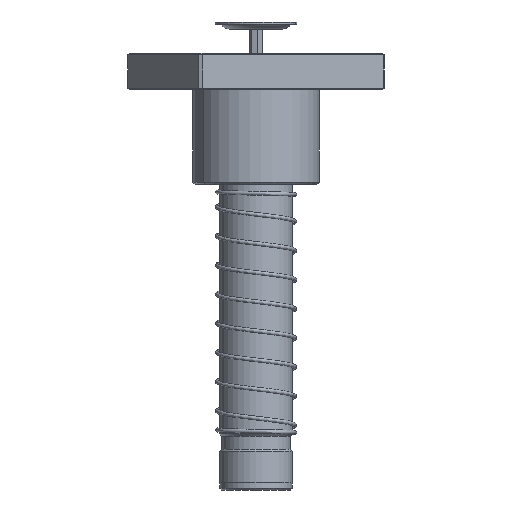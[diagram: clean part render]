
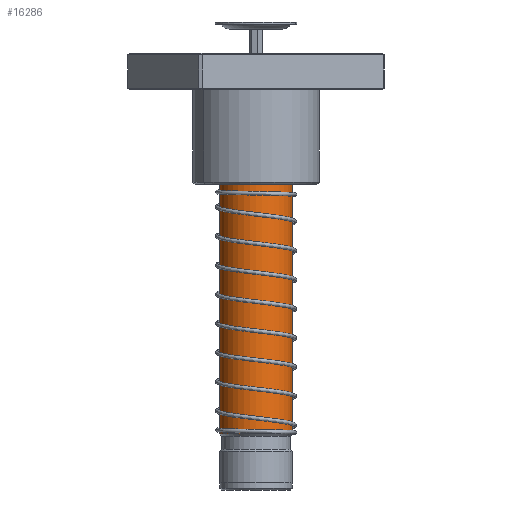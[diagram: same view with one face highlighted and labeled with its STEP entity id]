
A CAD part, front view. The second image highlights one B-rep face of the part: STEP entity #16286.
In plain terms, the highlighted cylindrical face has radius 25 mm (diameter 50 mm), a partial arc.
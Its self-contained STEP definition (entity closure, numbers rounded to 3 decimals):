
#2724 = ORIENTED_EDGE ( 'NONE', *, *, #21606, .T. ) ;
#3414 = CARTESIAN_POINT ( 'NONE',  ( 25., 0., 300. ) ) ;
#4372 = CARTESIAN_POINT ( 'NONE',  ( 0., 0., 300. ) ) ;
#5520 = CARTESIAN_POINT ( 'NONE',  ( -25., 0., 38.5 ) ) ;
#7478 = CIRCLE ( 'NONE', #46336, 25. ) ;
#9267 = CARTESIAN_POINT ( 'NONE',  ( -25., 0., 297. ) ) ;
#9950 = EDGE_CURVE ( 'NONE', #43062, #25049, #28760, .T. ) ;
#11061 = VERTEX_POINT ( 'NONE', #9267 ) ;
#11249 = AXIS2_PLACEMENT_3D ( 'NONE', #4372, #19953, #11508 ) ;
#11499 = DIRECTION ( 'NONE',  ( 0., 0., -1. ) ) ;
#11508 = DIRECTION ( 'NONE',  ( -1., 0., 0. ) ) ;
#11669 = CARTESIAN_POINT ( 'NONE',  ( 0., 0., 38.5 ) ) ;
#13415 = EDGE_CURVE ( 'NONE', #11061, #29557, #17151, .T. ) ;
#14841 = EDGE_CURVE ( 'NONE', #25049, #29557, #7478, .T. ) ;
#16286 = ADVANCED_FACE ( 'NONE', ( #32249 ), #40305, .T. ) ;
#17151 = LINE ( 'NONE', #29986, #33531 ) ;
#19953 = DIRECTION ( 'NONE',  ( 0., 0., -1. ) ) ;
#21606 = EDGE_CURVE ( 'NONE', #43062, #11061, #46212, .T. ) ;
#22311 = DIRECTION ( 'NONE',  ( 0., 0., -1. ) ) ;
#22973 = CARTESIAN_POINT ( 'NONE',  ( 25., 0., 297. ) ) ;
#23701 = ORIENTED_EDGE ( 'NONE', *, *, #9950, .F. ) ;
#25049 = VERTEX_POINT ( 'NONE', #48114 ) ;
#26125 = ORIENTED_EDGE ( 'NONE', *, *, #14841, .F. ) ;
#28202 = ORIENTED_EDGE ( 'NONE', *, *, #13415, .T. ) ;
#28760 = LINE ( 'NONE', #3414, #42154 ) ;
#29557 = VERTEX_POINT ( 'NONE', #5520 ) ;
#29986 = CARTESIAN_POINT ( 'NONE',  ( -25., 0., 300. ) ) ;
#30860 = DIRECTION ( 'NONE',  ( 0., 0., -1. ) ) ;
#32249 = FACE_OUTER_BOUND ( 'NONE', #37533, .T. ) ;
#33531 = VECTOR ( 'NONE', #37913, 1000. ) ;
#37533 = EDGE_LOOP ( 'NONE', ( #23701, #2724, #28202, #26125 ) ) ;
#37753 = DIRECTION ( 'NONE',  ( 1., 0., 0. ) ) ;
#37913 = DIRECTION ( 'NONE',  ( 0., 0., -1. ) ) ;
#38622 = DIRECTION ( 'NONE',  ( -1., 0., 0. ) ) ;
#40305 = CYLINDRICAL_SURFACE ( 'NONE', #11249, 25. ) ;
#42154 = VECTOR ( 'NONE', #30860, 1000. ) ;
#42828 = AXIS2_PLACEMENT_3D ( 'NONE', #45912, #22311, #37753 ) ;
#43062 = VERTEX_POINT ( 'NONE', #22973 ) ;
#45912 = CARTESIAN_POINT ( 'NONE',  ( 0., 0., 297. ) ) ;
#46212 = CIRCLE ( 'NONE', #42828, 25. ) ;
#46336 = AXIS2_PLACEMENT_3D ( 'NONE', #11669, #11499, #38622 ) ;
#48114 = CARTESIAN_POINT ( 'NONE',  ( 25., 0., 38.5 ) ) ;
